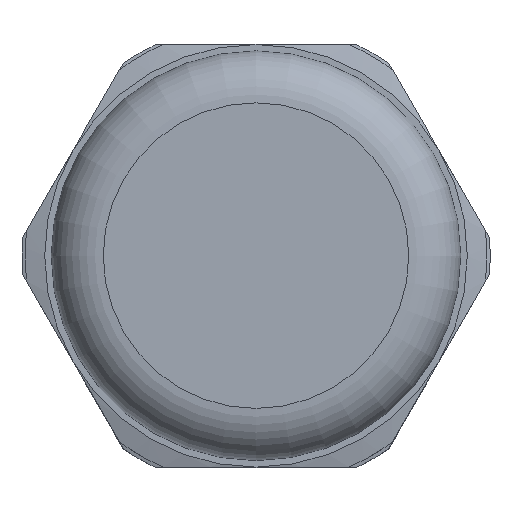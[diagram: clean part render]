
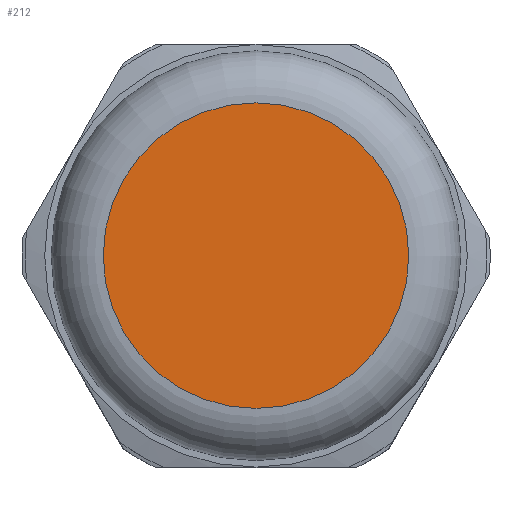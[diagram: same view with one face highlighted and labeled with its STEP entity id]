
A CAD part, top view. The second image highlights one B-rep face of the part: STEP entity #212.
In plain terms, the highlighted planar face has unit normal (0, 0, 1).
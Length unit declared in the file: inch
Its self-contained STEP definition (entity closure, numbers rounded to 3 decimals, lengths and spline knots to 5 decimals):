
#196=CARTESIAN_POINT('',(0.79442,-0.45866,1.84755));
#197=DIRECTION('',(0.0,0.0,1.0));
#198=DIRECTION('',(-0.5,-0.866,0.0));
#199=AXIS2_PLACEMENT_3D('',#196,#197,#198);
#200=PLANE('',#199);
#201=CARTESIAN_POINT('',(0.80124,-0.4626,1.84755));
#202=VERTEX_POINT('',#201);
#203=CARTESIAN_POINT('',(0.,0.,1.84755));
#204=DIRECTION('',(0.,0.,-1.0));
#205=DIRECTION('',(0.866,-0.5,0.));
#206=AXIS2_PLACEMENT_3D('',#203,#204,#205);
#207=CIRCLE('',#206,0.9252);
#208=EDGE_CURVE('',#202,#202,#207,.T.);
#209=ORIENTED_EDGE('',*,*,#208,.F.);
#210=EDGE_LOOP('',(#209));
#211=FACE_OUTER_BOUND('',#210,.T.);
#212=ADVANCED_FACE('',(#211),#200,.T.);
